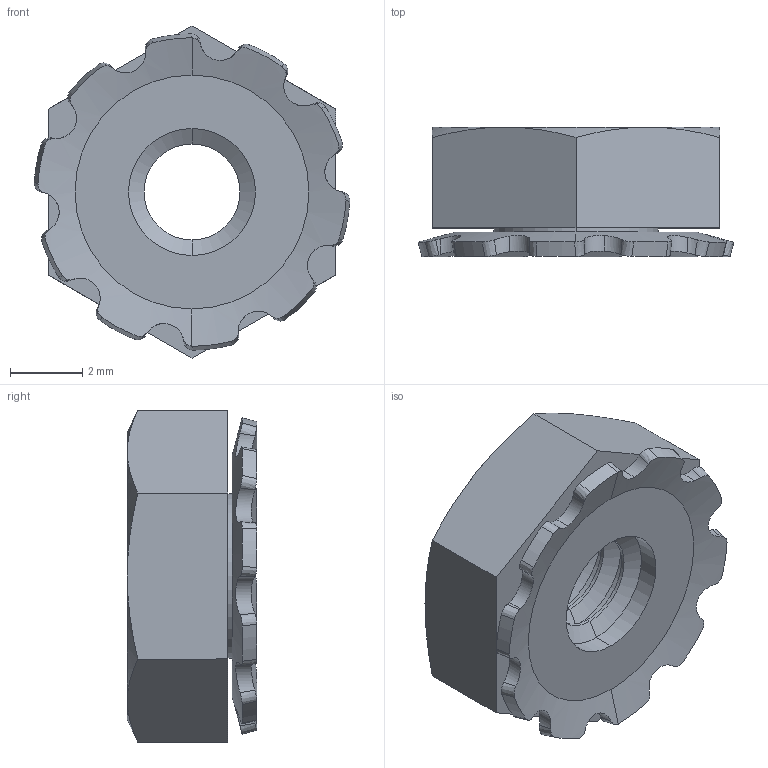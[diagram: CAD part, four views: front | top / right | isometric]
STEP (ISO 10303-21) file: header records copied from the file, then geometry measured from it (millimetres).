
FILE_DESCRIPTION (( 'STEP AP214' ), '1' );
FILE_NAME ('Nut Hex 6-32 KEP lock.step', '2017-10-17T01:17:28', ( '' ), ( '' ), 'SwSTEP 2.0', 'SolidWorks 2017', '' );
FILE_SCHEMA (( 'AUTOMOTIVE_DESIGN' ));
Length unit declared in the file: inch
Products named in the file (1): Nut Hex 6-32 KEP lock
Bounding box: 8.72 x 3.57 x 9.17 mm (x, y, z)
Volume: 147.9 mm3; surface area: 303.9 mm2
Topology: 1 solids, 1 shells, 97 faces, 244 edges, 151 vertices
Faces by surface type: cone 37, cylinder 30, bspline 20, plane 10
Entity records: 3499 total; most frequent: CARTESIAN_POINT 1411, ORIENTED_EDGE 488, DIRECTION 343, EDGE_CURVE 244, VERTEX_POINT 151, AXIS2_PLACEMENT_3D 145, B_SPLINE_CURVE_WITH_KNOTS 124, EDGE_LOOP 101
